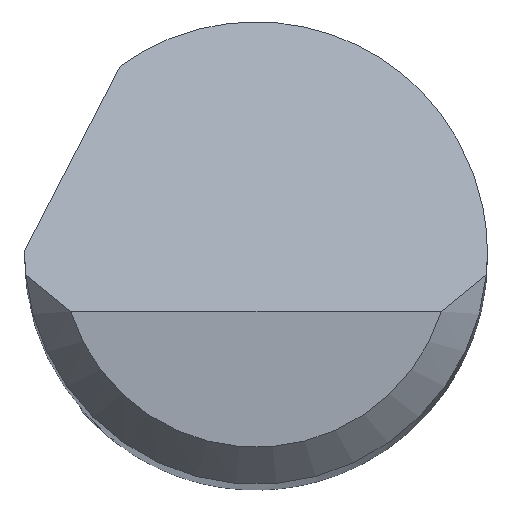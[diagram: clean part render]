
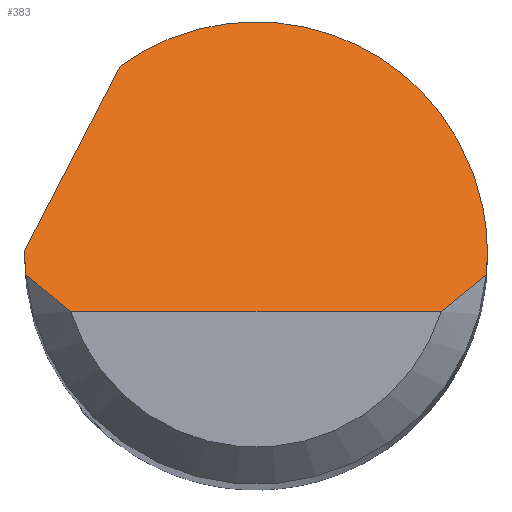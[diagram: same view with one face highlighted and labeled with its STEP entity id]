
A CAD part, top view. The second image highlights one B-rep face of the part: STEP entity #383.
In plain terms, the highlighted planar face has unit normal (0, 0.707, 0.707).
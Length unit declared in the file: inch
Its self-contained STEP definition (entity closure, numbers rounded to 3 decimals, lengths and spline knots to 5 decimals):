
#3 = CARTESIAN_POINT ( 'NONE',  ( 0.07508, -0.02375, 1.5 ) ) ;
#36 = CARTESIAN_POINT ( 'NONE',  ( 0.07508, -0.02375, 1.5 ) ) ;
#48 = CARTESIAN_POINT ( 'NONE',  ( -0.09375, 0., 1.47625 ) ) ;
#90 = VERTEX_POINT ( 'NONE', #3 ) ;
#98 = CARTESIAN_POINT ( 'NONE',  ( -0.08761, -0.01397, 1.49022 ) ) ;
#118 =( BOUNDED_CURVE ( )  B_SPLINE_CURVE ( 3, ( #637, #346, #568, #48 ),
 .UNSPECIFIED., .F., .F. ) 
 B_SPLINE_CURVE_WITH_KNOTS ( ( 4, 4 ),
 ( 4.61892, 4.71239 ),
 .UNSPECIFIED. ) 
 CURVE ( )  GEOMETRIC_REPRESENTATION_ITEM ( )  RATIONAL_B_SPLINE_CURVE ( ( 1., 0.999, 0.999, 1. ) ) 
 REPRESENTATION_ITEM ( '' )  );
#122 = CARTESIAN_POINT ( 'NONE',  ( 0.01576, 0.12729, 1.34896 ) ) ;
#127 = CARTESIAN_POINT ( 'NONE',  ( -0.09375, 0.00067, 1.47558 ) ) ;
#155 = CARTESIAN_POINT ( 'NONE',  ( -0.09375, -0.02375, 1.5 ) ) ;
#173 = AXIS2_PLACEMENT_3D ( 'NONE', #155, #866, #585 ) ;
#176 = CARTESIAN_POINT ( 'NONE',  ( -0.09375, 0., 1.47625 ) ) ;
#178 = VERTEX_POINT ( 'NONE', #712 ) ;
#182 = ORIENTED_EDGE ( 'NONE', *, *, #525, .T. ) ;
#192 = CARTESIAN_POINT ( 'NONE',  ( -0.09375, 0., 1.47625 ) ) ;
#196 = CARTESIAN_POINT ( 'NONE',  ( -0.10502, -0.02084, 1.49709 ) ) ;
#207 = CARTESIAN_POINT ( 'NONE',  ( 0.09375, 0., 1.47625 ) ) ;
#221 = CARTESIAN_POINT ( 'NONE',  ( -0.07508, -0.02375, 1.5 ) ) ;
#222 = EDGE_CURVE ( 'NONE', #512, #452, #778, .T. ) ;
#223 = FACE_OUTER_BOUND ( 'NONE', #273, .T. ) ;
#235 = CARTESIAN_POINT ( 'NONE',  ( -0.09334, -0.00875, 1.485 ) ) ;
#240 = CARTESIAN_POINT ( 'NONE',  ( 0.09334, -0.00875, 1.485 ) ) ;
#250 = CARTESIAN_POINT ( 'NONE',  ( -0.09375, 0.00033, 1.47592 ) ) ;
#273 = EDGE_LOOP ( 'NONE', ( #328, #182, #944, #676, #860, #730, #357, #673 ) ) ;
#284 = CARTESIAN_POINT ( 'NONE',  ( 0.09361, -0.00584, 1.48209 ) ) ;
#288 = CARTESIAN_POINT ( 'NONE',  ( 0.09334, -0.00875, 1.485 ) ) ;
#317 = B_SPLINE_CURVE_WITH_KNOTS ( 'NONE', 3,
 ( #36, #537, #833, #240 ),
 .UNSPECIFIED., .F., .F.,
 ( 4, 4 ),
 ( 0., 0.00071 ),
 .UNSPECIFIED. ) ;
#323 = EDGE_CURVE ( 'NONE', #706, #90, #922, .T. ) ;
#328 = ORIENTED_EDGE ( 'NONE', *, *, #323, .T. ) ;
#346 = CARTESIAN_POINT ( 'NONE',  ( -0.09361, -0.00584, 1.48209 ) ) ;
#357 = ORIENTED_EDGE ( 'NONE', *, *, #606, .F. ) ;
#359 = CARTESIAN_POINT ( 'NONE',  ( 0.09334, -0.00875, 1.485 ) ) ;
#383 = ADVANCED_FACE ( 'NONE', ( #223 ), #950, .F. ) ;
#417 = VECTOR ( 'NONE', #716, 39.37008 ) ;
#422 = CARTESIAN_POINT ( 'NONE',  ( 0.09375, -0.00292, 1.47917 ) ) ;
#452 = VERTEX_POINT ( 'NONE', #359 ) ;
#453 = CARTESIAN_POINT ( 'NONE',  ( -0.09374, 0.001, 1.47525 ) ) ;
#489 = DIRECTION ( 'NONE',  ( 0.343, 0.664, -0.664 ) ) ;
#493 = VERTEX_POINT ( 'NONE', #453 ) ;
#501 = EDGE_CURVE ( 'NONE', #902, #706, #616, .T. ) ;
#512 = VERTEX_POINT ( 'NONE', #615 ) ;
#525 = EDGE_CURVE ( 'NONE', #90, #452, #317, .T. ) ;
#537 = CARTESIAN_POINT ( 'NONE',  ( 0.08157, -0.019, 1.49525 ) ) ;
#549 = VERTEX_POINT ( 'NONE', #176 ) ;
#568 = CARTESIAN_POINT ( 'NONE',  ( -0.09375, -0.00292, 1.47917 ) ) ;
#583 =( BOUNDED_CURVE ( )  B_SPLINE_CURVE ( 3, ( #192, #250, #127, #854 ),
 .UNSPECIFIED., .F., .F. ) 
 B_SPLINE_CURVE_WITH_KNOTS ( ( 4, 4 ),
 ( 4.71239, 4.72306 ),
 .UNSPECIFIED. ) 
 CURVE ( )  GEOMETRIC_REPRESENTATION_ITEM ( )  RATIONAL_B_SPLINE_CURVE ( ( 1., 1., 1., 1. ) ) 
 REPRESENTATION_ITEM ( '' )  );
#585 = DIRECTION ( 'NONE',  ( 0., 0.707, -0.707 ) ) ;
#600 = EDGE_CURVE ( 'NONE', #549, #493, #583, .T. ) ;
#606 = EDGE_CURVE ( 'NONE', #902, #549, #118, .T. ) ;
#610 = CARTESIAN_POINT ( 'NONE',  ( -0.08157, -0.019, 1.49525 ) ) ;
#613 = CARTESIAN_POINT ( 'NONE',  ( -0.07508, -0.02375, 1.5 ) ) ;
#615 = CARTESIAN_POINT ( 'NONE',  ( 0.09375, 0., 1.47625 ) ) ;
#616 = B_SPLINE_CURVE_WITH_KNOTS ( 'NONE', 3,
 ( #235, #98, #610, #613 ),
 .UNSPECIFIED., .F., .F.,
 ( 4, 4 ),
 ( 0., 0.00071 ),
 .UNSPECIFIED. ) ;
#623 = LINE ( 'NONE', #196, #892 ) ;
#637 = CARTESIAN_POINT ( 'NONE',  ( -0.09334, -0.00875, 1.485 ) ) ;
#667 = EDGE_CURVE ( 'NONE', #493, #178, #623, .T. ) ;
#673 = ORIENTED_EDGE ( 'NONE', *, *, #501, .T. ) ;
#676 = ORIENTED_EDGE ( 'NONE', *, *, #685, .F. ) ;
#685 = EDGE_CURVE ( 'NONE', #178, #512, #774, .T. ) ;
#701 = CARTESIAN_POINT ( 'NONE',  ( 0., -0.02375, 1.5 ) ) ;
#706 = VERTEX_POINT ( 'NONE', #221 ) ;
#712 = CARTESIAN_POINT ( 'NONE',  ( -0.05508, 0.07587, 1.40038 ) ) ;
#716 = DIRECTION ( 'NONE',  ( 1., 0., 0. ) ) ;
#730 = ORIENTED_EDGE ( 'NONE', *, *, #600, .F. ) ;
#774 =( BOUNDED_CURVE ( )  B_SPLINE_CURVE ( 3, ( #920, #122, #945, #207 ),
 .UNSPECIFIED., .F., .F. ) 
 B_SPLINE_CURVE_WITH_KNOTS ( ( 4, 4 ),
 ( 5.65523, 7.85398 ),
 .UNSPECIFIED. ) 
 CURVE ( )  GEOMETRIC_REPRESENTATION_ITEM ( )  RATIONAL_B_SPLINE_CURVE ( ( 1., 0.636, 0.636, 1. ) ) 
 REPRESENTATION_ITEM ( '' )  );
#778 =( BOUNDED_CURVE ( )  B_SPLINE_CURVE ( 3, ( #931, #422, #284, #288 ),
 .UNSPECIFIED., .F., .F. ) 
 B_SPLINE_CURVE_WITH_KNOTS ( ( 4, 4 ),
 ( 1.5708, 1.66427 ),
 .UNSPECIFIED. ) 
 CURVE ( )  GEOMETRIC_REPRESENTATION_ITEM ( )  RATIONAL_B_SPLINE_CURVE ( ( 1., 0.999, 0.999, 1. ) ) 
 REPRESENTATION_ITEM ( '' )  );
#815 = CARTESIAN_POINT ( 'NONE',  ( -0.09334, -0.00875, 1.485 ) ) ;
#833 = CARTESIAN_POINT ( 'NONE',  ( 0.08761, -0.01397, 1.49022 ) ) ;
#854 = CARTESIAN_POINT ( 'NONE',  ( -0.09374, 0.001, 1.47525 ) ) ;
#860 = ORIENTED_EDGE ( 'NONE', *, *, #667, .F. ) ;
#866 = DIRECTION ( 'NONE',  ( 0., -0.707, -0.707 ) ) ;
#892 = VECTOR ( 'NONE', #489, 39.37008 ) ;
#902 = VERTEX_POINT ( 'NONE', #815 ) ;
#920 = CARTESIAN_POINT ( 'NONE',  ( -0.05508, 0.07587, 1.40038 ) ) ;
#922 = LINE ( 'NONE', #701, #417 ) ;
#931 = CARTESIAN_POINT ( 'NONE',  ( 0.09375, 0., 1.47625 ) ) ;
#944 = ORIENTED_EDGE ( 'NONE', *, *, #222, .F. ) ;
#945 = CARTESIAN_POINT ( 'NONE',  ( 0.09375, 0.08754, 1.38871 ) ) ;
#950 = PLANE ( 'NONE',  #173 ) ;
